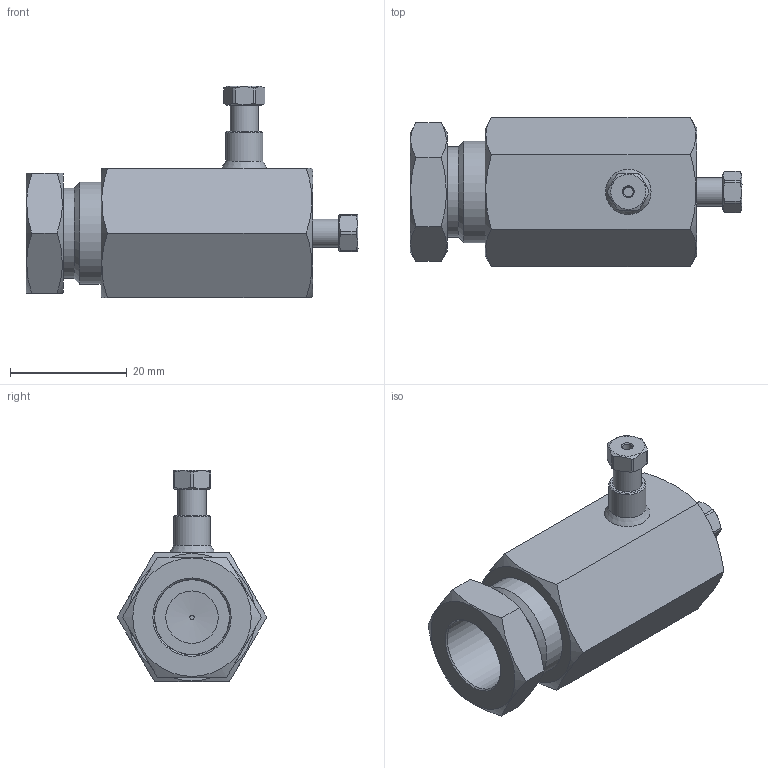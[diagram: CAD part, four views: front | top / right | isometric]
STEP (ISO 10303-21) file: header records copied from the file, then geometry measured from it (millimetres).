
FILE_DESCRIPTION((''),'2;1');
FILE_NAME('305273-TCEF811 Post-Column Reaction Tee fitting.stp','2013-08-22T12:09:50',('Franzp'),(''),'Autodesk Inventor 2013','Autodesk Inventor 2013','');
FILE_SCHEMA(('AUTOMOTIVE_DESIGN { 1 0 10303 214 1 1 1 1 }'));
Length unit declared in the file: millimetre
Products named in the file (1): 305273_Shrinkwrap_1
Bounding box: 56.98 x 25.66 x 36.35 mm (x, y, z)
Surface area: 6480.2 mm2 (no closed solid volume)
Topology: 0 solids, 9 shells, 73 faces, 225 edges, 151 vertices
Faces by surface type: plane 35, cylinder 20, cone 18
Full cylindrical faces by diameter (mm): 1.727 x2, 4.826 x2, 6.35 x1, 12.95 x1, 15.5 x1, 17.462 x1
Entity records: 2355 total; most frequent: CARTESIAN_POINT 492, DIRECTION 374, ORIENTED_EDGE 305, EDGE_CURVE 185, AXIS2_PLACEMENT_3D 163, VERTEX_POINT 137, EDGE_LOOP 109, CIRCLE 89
